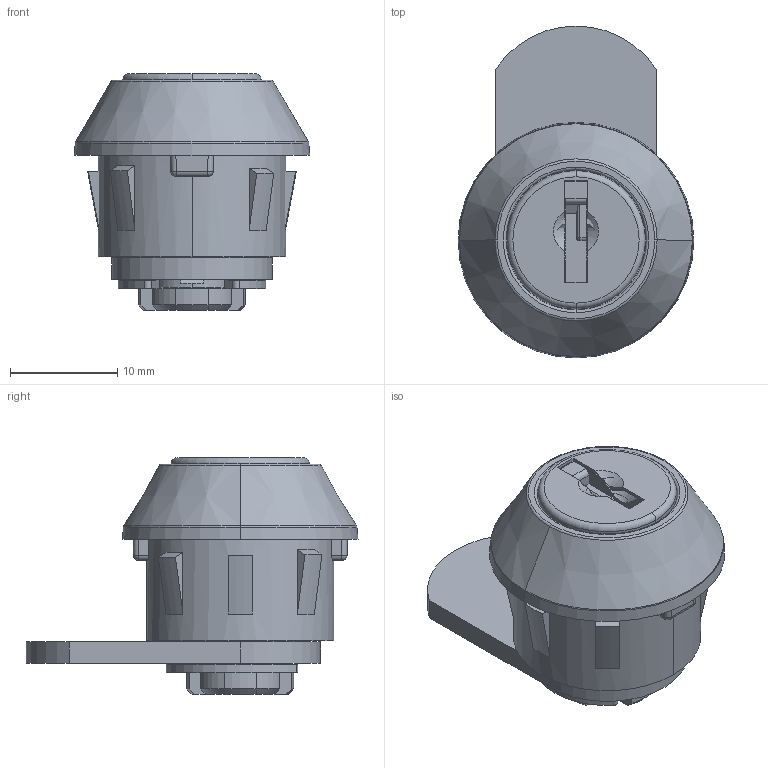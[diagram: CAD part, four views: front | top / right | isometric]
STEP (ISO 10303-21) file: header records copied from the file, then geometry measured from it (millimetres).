
FILE_DESCRIPTION((''),'2;1');
FILE_NAME('CTS_04970_ASM','2022-02-15T15:01:18',('SNRD'),(''),'CREO PARAMETRIC BY PTC INC, 2018500','CREO PARAMETRIC BY PTC INC, 2018500','');
FILE_SCHEMA(('CONFIG_CONTROL_DESIGN'));
Length unit declared in the file: millimetre
Products named in the file (6): 254311; 241167; DIV0029; 135502; 129370; CTS_04970_ASM
Assembly tree (5 placements, depth 2):
  CTS_04970_ASM
    254311
    241167
    DIV0029
    135502
    129370
Bounding box: 22 x 31 x 22.1 mm (x, y, z)
Volume: 6453.3 mm3; surface area: 4094.6 mm2
Topology: 5 solids, 5 shells, 219 faces, 599 edges, 400 vertices
Faces by surface type: plane 94, cylinder 70, cone 27, torus 15, sphere 7, bspline 6
Entity records: 7627 total; most frequent: CARTESIAN_POINT 1835, DIRECTION 1212, ORIENTED_EDGE 1198, EDGE_CURVE 599, AXIS2_PLACEMENT_3D 461, VERTEX_POINT 400, VECTOR 290, LINE 290
